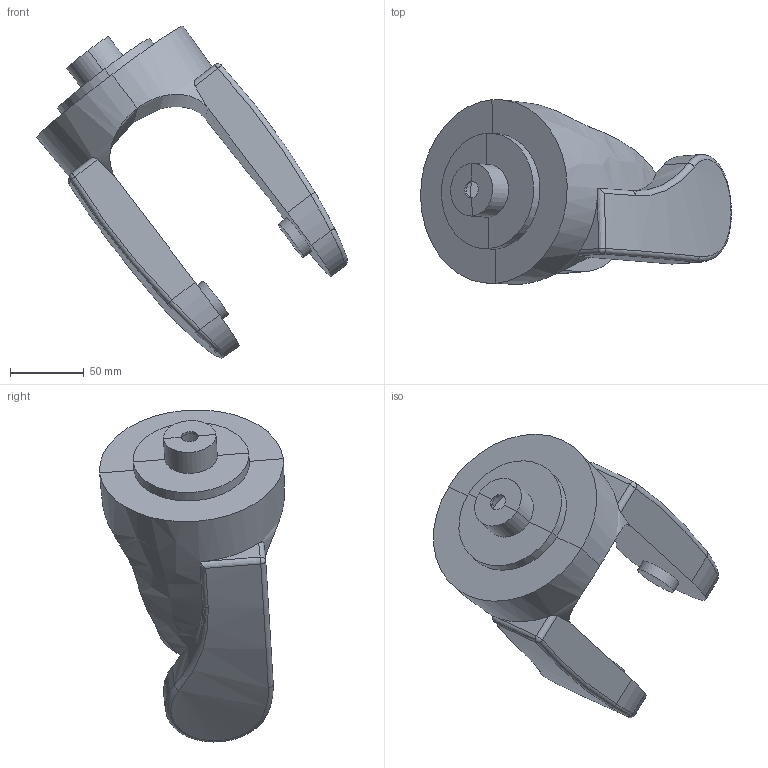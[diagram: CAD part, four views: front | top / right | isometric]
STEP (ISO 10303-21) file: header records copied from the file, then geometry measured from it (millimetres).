
FILE_DESCRIPTION(/* description */ (''),/* implementation_level */ '2;1');
FILE_NAME(/* name */ 'L4.step',/* time_stamp */ '2022-05-25T21:33:54+08:00',/* author */ (''),/* organization */ (''),/* preprocessor_version */ 'ST-DEVELOPER v18.1',/* originating_system */ 'Autodesk Translation Framework v10.14.0.1471',/* authorisation */ '');
FILE_SCHEMA (('AUTOMOTIVE_DESIGN { 1 0 10303 214 3 1 1 }'));
Length unit declared in the file: millimetre
Products named in the file (1): L4
Bounding box: 210.95 x 125.26 x 225.34 mm (x, y, z)
Volume: 173453 mm3; surface area: 195642.5 mm2
Topology: 2 solids, 2 shells, 104 faces, 266 edges, 168 vertices
Faces by surface type: plane 34, cylinder 34, bspline 24, torus 8, sphere 4
Full cylindrical faces by diameter (mm): 25 x2, 28.571 x2
Entity records: 7116 total; most frequent: CARTESIAN_POINT 4701, ORIENTED_EDGE 528, DIRECTION 464, EDGE_CURVE 264, AXIS2_PLACEMENT_3D 185, VERTEX_POINT 168, EDGE_LOOP 108, FACE_OUTER_BOUND 104
